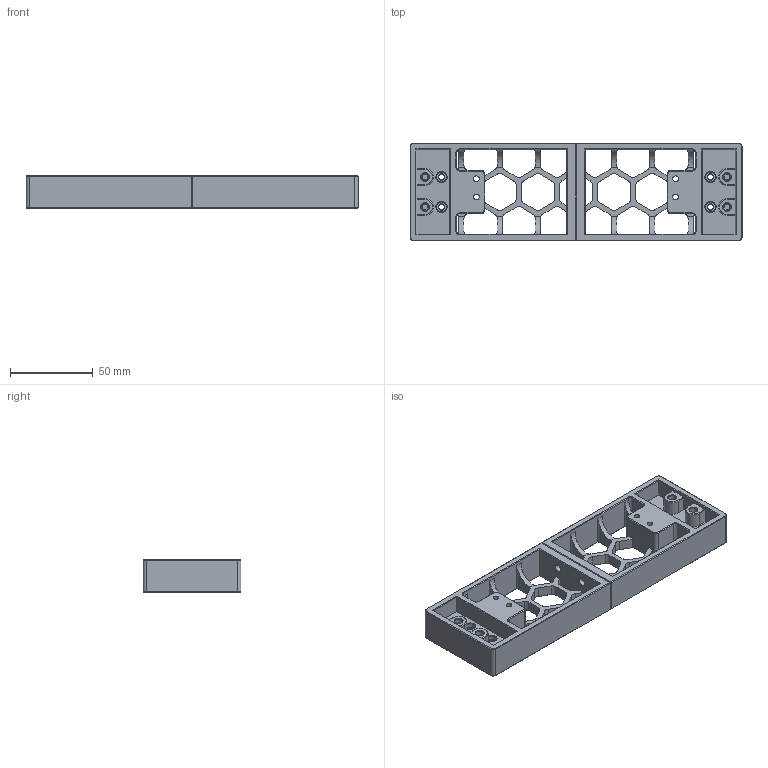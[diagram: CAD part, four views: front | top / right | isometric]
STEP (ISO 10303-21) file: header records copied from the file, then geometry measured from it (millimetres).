
FILE_DESCRIPTION(/* description */ (''),/* implementation_level */ '2;1');
FILE_NAME(/* name */ 'front_grill.step',/* time_stamp */ '2025-07-28T12:39:40+02:00',/* author */ (''),/* organization */ (''),/* preprocessor_version */ 'ST-DEVELOPER v20.1',/* originating_system */ 'Autodesk Translation Framework v14.10.0.0',/* authorisation */ '');
FILE_SCHEMA (('AUTOMOTIVE_DESIGN { 1 0 10303 214 3 1 1 }'));
Length unit declared in the file: millimetre
Products named in the file (1): front_grill
Bounding box: 200 x 59 x 20 mm (x, y, z)
Volume: 104474 mm3; surface area: 47472.2 mm2
Topology: 2 solids, 2 shells, 654 faces, 1668 edges, 1016 vertices
Faces by surface type: plane 366, cylinder 146, cone 142
Full cylindrical faces by diameter (mm): 3.4 x12, 4.6 x6, 6 x8
Entity records: 19729 total; most frequent: CARTESIAN_POINT 3695, ORIENTED_EDGE 3336, DIRECTION 3324, EDGE_CURVE 1668, LINE 1146, VECTOR 1146, AXIS2_PLACEMENT_3D 1089, VERTEX_POINT 1016
